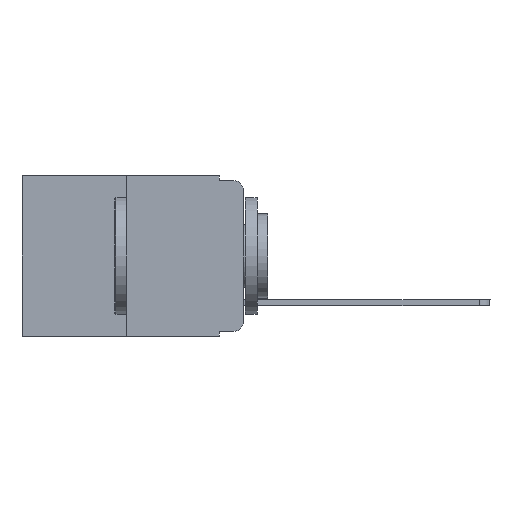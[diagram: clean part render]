
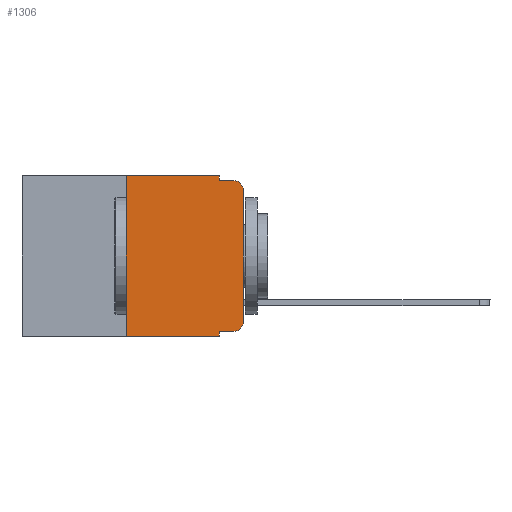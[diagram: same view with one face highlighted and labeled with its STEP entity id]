
A CAD part, left-side view. The second image highlights one B-rep face of the part: STEP entity #1306.
In plain terms, the highlighted planar face has unit normal (-1, 0, 0).
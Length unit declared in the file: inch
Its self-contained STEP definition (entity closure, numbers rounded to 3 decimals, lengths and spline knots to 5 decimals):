
#170 = PLANE ( 'NONE',  #12444 ) ;
#193 = DIRECTION ( 'NONE',  ( 0., 0., -1. ) ) ;
#749 = CARTESIAN_POINT ( 'NONE',  ( 0., 0., -0.313 ) ) ;
#772 = VERTEX_POINT ( 'NONE', #13053 ) ;
#820 = VECTOR ( 'NONE', #4264, 39.37008 ) ;
#1285 = EDGE_CURVE ( 'NONE', #6352, #10322, #9657, .T. ) ;
#1306 = ADVANCED_FACE ( 'NONE', ( #14443 ), #170, .F. ) ;
#1592 = DIRECTION ( 'NONE',  ( -1., 0., 0. ) ) ;
#1943 = CARTESIAN_POINT ( 'NONE',  ( 0., 0., -0.03 ) ) ;
#2466 = EDGE_CURVE ( 'NONE', #11245, #6352, #10246, .T. ) ;
#2487 = CARTESIAN_POINT ( 'NONE',  ( 0., 0.02, -0.03 ) ) ;
#2896 = ORIENTED_EDGE ( 'NONE', *, *, #2466, .T. ) ;
#2936 = DIRECTION ( 'NONE',  ( 0., 0., -1. ) ) ;
#3529 = DIRECTION ( 'NONE',  ( 1., 0., 0. ) ) ;
#3630 = CARTESIAN_POINT ( 'NONE',  ( 0., 0.25, 0. ) ) ;
#3948 = EDGE_CURVE ( 'NONE', #11616, #7979, #8335, .T. ) ;
#4062 = EDGE_CURVE ( 'NONE', #10923, #14805, #6285, .T. ) ;
#4065 = EDGE_CURVE ( 'NONE', #11689, #5022, #14934, .T. ) ;
#4264 = DIRECTION ( 'NONE',  ( 0., 0., 1. ) ) ;
#4686 = EDGE_CURVE ( 'NONE', #11616, #772, #15627, .T. ) ;
#4733 = ORIENTED_EDGE ( 'NONE', *, *, #4062, .T. ) ;
#4779 = ORIENTED_EDGE ( 'NONE', *, *, #4686, .T. ) ;
#4852 = ORIENTED_EDGE ( 'NONE', *, *, #3948, .F. ) ;
#5022 = VERTEX_POINT ( 'NONE', #10243 ) ;
#5086 = ORIENTED_EDGE ( 'NONE', *, *, #1285, .T. ) ;
#5101 = CARTESIAN_POINT ( 'NONE',  ( 0., 0.051, 0. ) ) ;
#5109 = LINE ( 'NONE', #9968, #11165 ) ;
#5153 = CARTESIAN_POINT ( 'NONE',  ( 0., 0.051, -0.333 ) ) ;
#5381 = VECTOR ( 'NONE', #193, 39.37008 ) ;
#5895 = EDGE_CURVE ( 'NONE', #14805, #11245, #13599, .T. ) ;
#6100 = CARTESIAN_POINT ( 'NONE',  ( 0., 0.473, 0. ) ) ;
#6133 = CARTESIAN_POINT ( 'NONE',  ( 0., 0.051, -0.333 ) ) ;
#6284 = EDGE_CURVE ( 'NONE', #5022, #10322, #5109, .T. ) ;
#6285 = LINE ( 'NONE', #5153, #7179 ) ;
#6352 = VERTEX_POINT ( 'NONE', #1943 ) ;
#6694 = LINE ( 'NONE', #7949, #13190 ) ;
#7013 = DIRECTION ( 'NONE',  ( 0., 0., -1. ) ) ;
#7179 = VECTOR ( 'NONE', #10010, 39.37008 ) ;
#7250 = LINE ( 'NONE', #11773, #8560 ) ;
#7261 = AXIS2_PLACEMENT_3D ( 'NONE', #12520, #1592, #2936 ) ;
#7796 = DIRECTION ( 'NONE',  ( 0., -1., 0. ) ) ;
#7949 = CARTESIAN_POINT ( 'NONE',  ( 0., 0.473, 0. ) ) ;
#7979 = VERTEX_POINT ( 'NONE', #9719 ) ;
#8195 = ORIENTED_EDGE ( 'NONE', *, *, #6284, .F. ) ;
#8335 = LINE ( 'NONE', #3630, #10963 ) ;
#8494 = DIRECTION ( 'NONE',  ( 0., 0., 1. ) ) ;
#8560 = VECTOR ( 'NONE', #7013, 39.37008 ) ;
#9057 = EDGE_CURVE ( 'NONE', #10923, #772, #7250, .T. ) ;
#9350 = CARTESIAN_POINT ( 'NONE',  ( 0., 0.02, -0.333 ) ) ;
#9657 = CIRCLE ( 'NONE', #13976, 0.02 ) ;
#9719 = CARTESIAN_POINT ( 'NONE',  ( 0., 0.25, 0. ) ) ;
#9968 = CARTESIAN_POINT ( 'NONE',  ( 0., 0.051, -0.01 ) ) ;
#10010 = DIRECTION ( 'NONE',  ( 0., -1., 0. ) ) ;
#10243 = CARTESIAN_POINT ( 'NONE',  ( 0., 0.051, -0.01 ) ) ;
#10246 = LINE ( 'NONE', #12710, #820 ) ;
#10322 = VERTEX_POINT ( 'NONE', #15770 ) ;
#10531 = DIRECTION ( 'NONE',  ( 0., -1., 0. ) ) ;
#10629 = EDGE_CURVE ( 'NONE', #7979, #11689, #6694, .T. ) ;
#10923 = VERTEX_POINT ( 'NONE', #6133 ) ;
#10963 = VECTOR ( 'NONE', #8494, 39.37008 ) ;
#11117 = CARTESIAN_POINT ( 'NONE',  ( 0., 0.051, 0. ) ) ;
#11165 = VECTOR ( 'NONE', #11311, 39.37008 ) ;
#11245 = VERTEX_POINT ( 'NONE', #749 ) ;
#11311 = DIRECTION ( 'NONE',  ( 0., -1., 0. ) ) ;
#11616 = VERTEX_POINT ( 'NONE', #12036 ) ;
#11651 = ORIENTED_EDGE ( 'NONE', *, *, #5895, .T. ) ;
#11689 = VERTEX_POINT ( 'NONE', #5101 ) ;
#11773 = CARTESIAN_POINT ( 'NONE',  ( 0., 0.051, 0. ) ) ;
#11797 = EDGE_LOOP ( 'NONE', ( #2896, #5086, #8195, #14021, #15520, #4852, #4779, #14194, #4733, #11651 ) ) ;
#12036 = CARTESIAN_POINT ( 'NONE',  ( 0., 0.25, -0.343 ) ) ;
#12217 = DIRECTION ( 'NONE',  ( 0., 0., -1. ) ) ;
#12294 = DIRECTION ( 'NONE',  ( 0., 0., -1. ) ) ;
#12444 = AXIS2_PLACEMENT_3D ( 'NONE', #6100, #3529, #12294 ) ;
#12520 = CARTESIAN_POINT ( 'NONE',  ( 0., 0.02, -0.313 ) ) ;
#12710 = CARTESIAN_POINT ( 'NONE',  ( 0., 0., 0. ) ) ;
#13053 = CARTESIAN_POINT ( 'NONE',  ( 0., 0.051, -0.343 ) ) ;
#13190 = VECTOR ( 'NONE', #7796, 39.37008 ) ;
#13599 = CIRCLE ( 'NONE', #7261, 0.02 ) ;
#13976 = AXIS2_PLACEMENT_3D ( 'NONE', #2487, #15641, #12217 ) ;
#14021 = ORIENTED_EDGE ( 'NONE', *, *, #4065, .F. ) ;
#14194 = ORIENTED_EDGE ( 'NONE', *, *, #9057, .F. ) ;
#14354 = CARTESIAN_POINT ( 'NONE',  ( 0., 0.473, -0.343 ) ) ;
#14443 = FACE_OUTER_BOUND ( 'NONE', #11797, .T. ) ;
#14805 = VERTEX_POINT ( 'NONE', #9350 ) ;
#14934 = LINE ( 'NONE', #11117, #5381 ) ;
#15520 = ORIENTED_EDGE ( 'NONE', *, *, #10629, .F. ) ;
#15627 = LINE ( 'NONE', #14354, #15725 ) ;
#15641 = DIRECTION ( 'NONE',  ( -1., 0., 0. ) ) ;
#15725 = VECTOR ( 'NONE', #10531, 39.37008 ) ;
#15770 = CARTESIAN_POINT ( 'NONE',  ( 0., 0.02, -0.01 ) ) ;
